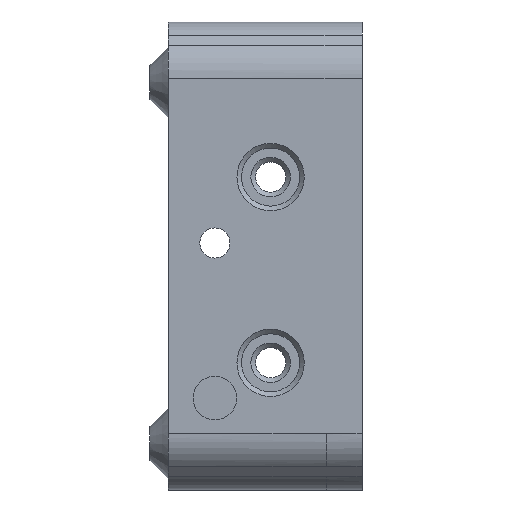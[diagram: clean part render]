
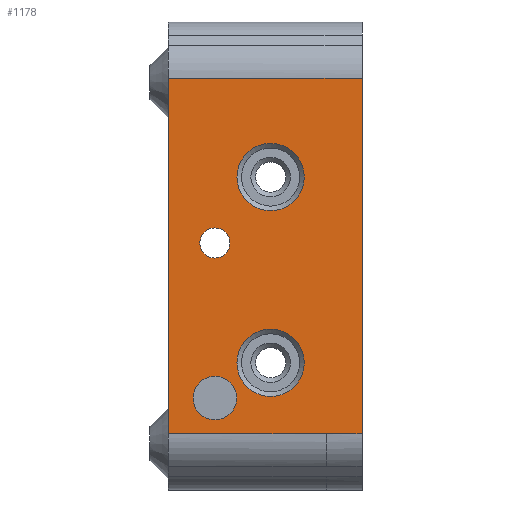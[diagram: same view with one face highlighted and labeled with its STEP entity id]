
A CAD part, front view. The second image highlights one B-rep face of the part: STEP entity #1178.
In plain terms, the highlighted planar face has unit normal (0, -1, 0).
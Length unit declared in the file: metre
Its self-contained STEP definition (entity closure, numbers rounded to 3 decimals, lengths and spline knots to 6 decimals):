
#66=LINE('',#1662,#154);
#86=LINE('',#1815,#174);
#101=LINE('',#1903,#189);
#102=LINE('',#1906,#190);
#103=LINE('',#1907,#191);
#154=VECTOR('',#1351,1.);
#174=VECTOR('',#1383,1.);
#189=VECTOR('',#1486,1.);
#190=VECTOR('',#1487,1.);
#191=VECTOR('',#1488,1.);
#254=PLANE('',#1282);
#388=ORIENTED_EDGE('',*,*,#659,.F.);
#389=ORIENTED_EDGE('',*,*,#660,.F.);
#390=ORIENTED_EDGE('',*,*,#661,.F.);
#391=ORIENTED_EDGE('',*,*,#633,.F.);
#392=ORIENTED_EDGE('',*,*,#662,.T.);
#393=ORIENTED_EDGE('',*,*,#663,.T.);
#394=ORIENTED_EDGE('',*,*,#626,.T.);
#395=ORIENTED_EDGE('',*,*,#591,.T.);
#396=ORIENTED_EDGE('',*,*,#664,.T.);
#591=EDGE_CURVE('',#746,#745,#66,.T.);
#626=EDGE_CURVE('',#774,#746,#86,.T.);
#633=EDGE_CURVE('',#781,#781,#865,.T.);
#659=EDGE_CURVE('',#801,#801,#877,.T.);
#660=EDGE_CURVE('',#802,#802,#878,.T.);
#661=EDGE_CURVE('',#803,#803,#879,.T.);
#662=EDGE_CURVE('',#804,#805,#101,.T.);
#663=EDGE_CURVE('',#805,#774,#102,.T.);
#664=EDGE_CURVE('',#745,#804,#103,.T.);
#745=VERTEX_POINT('',#1661);
#746=VERTEX_POINT('',#1663);
#774=VERTEX_POINT('',#1813);
#781=VERTEX_POINT('',#1835);
#801=VERTEX_POINT('',#1898);
#802=VERTEX_POINT('',#1900);
#803=VERTEX_POINT('',#1902);
#804=VERTEX_POINT('',#1904);
#805=VERTEX_POINT('',#1905);
#865=CIRCLE('',#1254,0.001625);
#877=CIRCLE('',#1283,0.00235);
#878=CIRCLE('',#1284,0.003625);
#879=CIRCLE('',#1285,0.003625);
#950=EDGE_LOOP('',(#388));
#951=EDGE_LOOP('',(#389));
#952=EDGE_LOOP('',(#390));
#953=EDGE_LOOP('',(#391));
#954=EDGE_LOOP('',(#392,#393,#394,#395,#396));
#1070=FACE_BOUND('',#950,.T.);
#1071=FACE_BOUND('',#951,.T.);
#1072=FACE_BOUND('',#952,.T.);
#1073=FACE_BOUND('',#953,.T.);
#1074=FACE_BOUND('',#954,.T.);
#1178=ADVANCED_FACE('',(#1070,#1071,#1072,#1073,#1074),#254,.T.);
#1254=AXIS2_PLACEMENT_3D('',#1834,#1408,#1409);
#1282=AXIS2_PLACEMENT_3D('',#1896,#1478,#1479);
#1283=AXIS2_PLACEMENT_3D('',#1897,#1480,#1481);
#1284=AXIS2_PLACEMENT_3D('',#1899,#1482,#1483);
#1285=AXIS2_PLACEMENT_3D('',#1901,#1484,#1485);
#1351=DIRECTION('',(0.,0.,-1.));
#1383=DIRECTION('',(-1.,0.,0.));
#1408=DIRECTION('',(0.,-1.,0.));
#1409=DIRECTION('',(1.,0.,0.));
#1478=DIRECTION('',(0.,-1.,0.));
#1479=DIRECTION('',(1.,0.,0.));
#1480=DIRECTION('',(0.,-1.,0.));
#1481=DIRECTION('',(0.,0.,-1.));
#1482=DIRECTION('',(0.,-1.,0.));
#1483=DIRECTION('',(0.,0.,-1.));
#1484=DIRECTION('',(0.,-1.,0.));
#1485=DIRECTION('',(0.,0.,-1.));
#1486=DIRECTION('',(1.,0.,0.));
#1487=DIRECTION('',(0.,0.,1.));
#1488=DIRECTION('',(1.,0.,0.));
#1661=CARTESIAN_POINT('',(0.070495,0.010539,0.138443));
#1662=CARTESIAN_POINT('',(0.070495,0.010539,0.160272));
#1663=CARTESIAN_POINT('',(0.070495,0.010539,0.176701));
#1813=CARTESIAN_POINT('',(0.091355,0.010539,0.176701));
#1815=CARTESIAN_POINT('',(0.091355,0.010539,0.176701));
#1834=CARTESIAN_POINT('',(0.075495,0.010539,0.158972));
#1835=CARTESIAN_POINT('',(0.07712,0.010539,0.158972));
#1896=CARTESIAN_POINT('',(0.086495,0.010539,0.160272));
#1897=CARTESIAN_POINT('',(0.075495,0.010539,0.142272));
#1898=CARTESIAN_POINT('',(0.075495,0.010539,0.139922));
#1899=CARTESIAN_POINT('',(0.081495,0.010539,0.166072));
#1900=CARTESIAN_POINT('',(0.081495,0.010539,0.162447));
#1901=CARTESIAN_POINT('',(0.081495,0.010539,0.146072));
#1902=CARTESIAN_POINT('',(0.081495,0.010539,0.142447));
#1903=CARTESIAN_POINT('',(0.087495,0.010539,0.138443));
#1904=CARTESIAN_POINT('',(0.087495,0.010539,0.138443));
#1905=CARTESIAN_POINT('',(0.091355,0.010539,0.138443));
#1906=CARTESIAN_POINT('',(0.091355,0.010539,0.177559));
#1907=CARTESIAN_POINT('',(0.070495,0.010539,0.138443));
